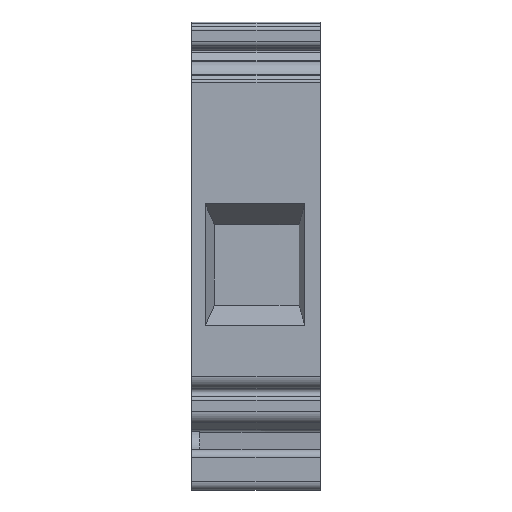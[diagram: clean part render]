
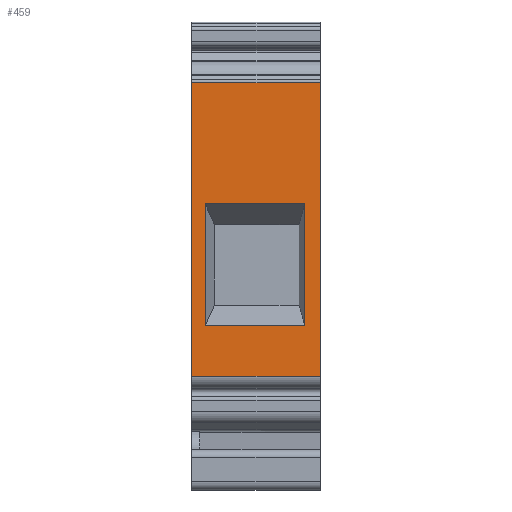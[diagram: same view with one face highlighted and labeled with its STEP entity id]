
A CAD part, left-side view. The second image highlights one B-rep face of the part: STEP entity #459.
In plain terms, the highlighted planar face has unit normal (-1, 0, 0).
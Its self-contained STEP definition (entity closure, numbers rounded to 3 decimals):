
#459 = ADVANCED_FACE( '', ( #990, #991 ), #992, .T. );
#990 = FACE_BOUND( '', #1586, .T. );
#991 = FACE_OUTER_BOUND( '', #1587, .T. );
#992 = PLANE( '', #1588 );
#1586 = EDGE_LOOP( '', ( #3090, #3091, #3092, #3093 ) );
#1587 = EDGE_LOOP( '', ( #3094, #3095, #3096, #3097 ) );
#1588 = AXIS2_PLACEMENT_3D( '', #3098, #3099, #3100 );
#3090 = ORIENTED_EDGE( '', *, *, #4308, .F. );
#3091 = ORIENTED_EDGE( '', *, *, #3722, .F. );
#3092 = ORIENTED_EDGE( '', *, *, #4309, .F. );
#3093 = ORIENTED_EDGE( '', *, *, #4310, .F. );
#3094 = ORIENTED_EDGE( '', *, *, #4183, .F. );
#3095 = ORIENTED_EDGE( '', *, *, #3955, .F. );
#3096 = ORIENTED_EDGE( '', *, *, #3986, .T. );
#3097 = ORIENTED_EDGE( '', *, *, #3902, .T. );
#3098 = CARTESIAN_POINT( '', ( -24.125, 15.9, 21.472 ) );
#3099 = DIRECTION( '', ( -1., 0., 0. ) );
#3100 = DIRECTION( '', ( 0., 0., 1. ) );
#3722 = EDGE_CURVE( '', #4502, #4503, #4504, .T. );
#3902 = EDGE_CURVE( '', #4807, #4805, #4808, .T. );
#3955 = EDGE_CURVE( '', #4893, #4891, #4895, .T. );
#3986 = EDGE_CURVE( '', #4893, #4807, #4946, .T. );
#4183 = EDGE_CURVE( '', #4891, #4805, #5243, .T. );
#4308 = EDGE_CURVE( '', #4503, #5406, #5407, .T. );
#4309 = EDGE_CURVE( '', #5408, #4502, #5409, .T. );
#4310 = EDGE_CURVE( '', #5406, #5408, #5410, .T. );
#4502 = VERTEX_POINT( '', #5630 );
#4503 = VERTEX_POINT( '', #5631 );
#4504 = LINE( '', #5632, #5633 );
#4805 = VERTEX_POINT( '', #6031 );
#4807 = VERTEX_POINT( '', #6033 );
#4808 = LINE( '', #6034, #6035 );
#4891 = VERTEX_POINT( '', #6146 );
#4893 = VERTEX_POINT( '', #6148 );
#4895 = LINE( '', #6150, #6151 );
#4946 = LINE( '', #6219, #6220 );
#5243 = LINE( '', #6623, #6624 );
#5406 = VERTEX_POINT( '', #6855 );
#5407 = LINE( '', #6856, #6857 );
#5408 = VERTEX_POINT( '', #6858 );
#5409 = LINE( '', #6859, #6860 );
#5410 = LINE( '', #6861, #6862 );
#5630 = CARTESIAN_POINT( '', ( -24.125, 14.252, -8.66 ) );
#5631 = CARTESIAN_POINT( '', ( -24.125, 1.896, -8.66 ) );
#5632 = CARTESIAN_POINT( '', ( -24.125, 15.9, -8.66 ) );
#5633 = VECTOR( '', #7068, 1000. );
#6031 = CARTESIAN_POINT( '', ( -24.125, 0., -14.9 ) );
#6033 = CARTESIAN_POINT( '', ( -24.125, 15.9, -14.9 ) );
#6034 = CARTESIAN_POINT( '', ( -24.125, 15.9, -14.9 ) );
#6035 = VECTOR( '', #7295, 1000. );
#6146 = CARTESIAN_POINT( '', ( -24.125, 0., 21.472 ) );
#6148 = CARTESIAN_POINT( '', ( -24.125, 15.9, 21.472 ) );
#6150 = CARTESIAN_POINT( '', ( -24.125, 15.9, 21.472 ) );
#6151 = VECTOR( '', #7363, 1000. );
#6219 = CARTESIAN_POINT( '', ( -24.125, 15.9, 21.472 ) );
#6220 = VECTOR( '', #7402, 1000. );
#6623 = CARTESIAN_POINT( '', ( -24.125, 0., 21.472 ) );
#6624 = VECTOR( '', #7704, 1000. );
#6855 = CARTESIAN_POINT( '', ( -24.125, 1.896, 6.46 ) );
#6856 = CARTESIAN_POINT( '', ( -24.125, 1.896, 21.472 ) );
#6857 = VECTOR( '', #7851, 1000. );
#6858 = CARTESIAN_POINT( '', ( -24.125, 14.252, 6.46 ) );
#6859 = CARTESIAN_POINT( '', ( -24.125, 14.252, 21.472 ) );
#6860 = VECTOR( '', #7852, 1000. );
#6861 = CARTESIAN_POINT( '', ( -24.125, 15.9, 6.46 ) );
#6862 = VECTOR( '', #7853, 1000. );
#7068 = DIRECTION( '', ( 0., -1., 0. ) );
#7295 = DIRECTION( '', ( 0., -1., 0. ) );
#7363 = DIRECTION( '', ( 0., -1., 0. ) );
#7402 = DIRECTION( '', ( 0., 0., -1. ) );
#7704 = DIRECTION( '', ( 0., 0., -1. ) );
#7851 = DIRECTION( '', ( 0., 0., 1. ) );
#7852 = DIRECTION( '', ( 0., 0., -1. ) );
#7853 = DIRECTION( '', ( 0., 1., 0. ) );
